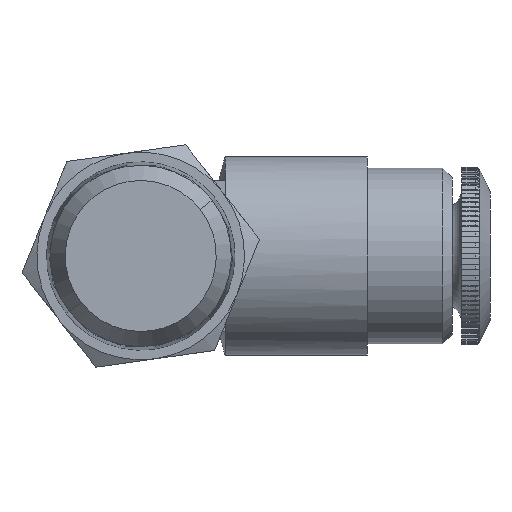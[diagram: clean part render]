
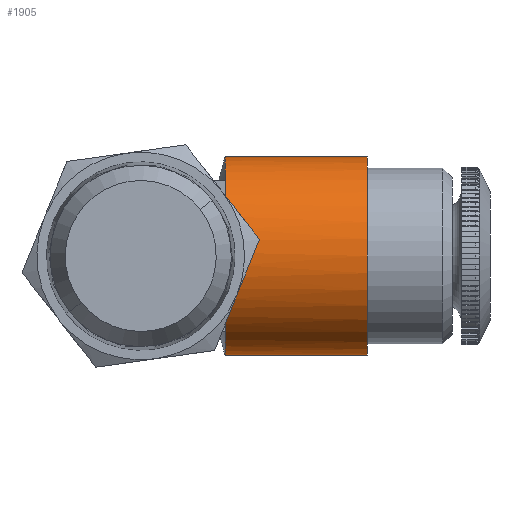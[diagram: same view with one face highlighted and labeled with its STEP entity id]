
A CAD part, front view. The second image highlights one B-rep face of the part: STEP entity #1905.
In plain terms, the highlighted cylindrical face has radius 5.25 mm (diameter 10.5 mm), a partial arc.
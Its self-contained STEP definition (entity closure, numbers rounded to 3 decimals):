
#939 = CARTESIAN_POINT ( 'NONE',  ( 4.469, 14.6, -4. ) ) ;
#940 = CARTESIAN_POINT ( 'NONE',  ( 4.469, 18., -5.25 ) ) ;
#944 = CARTESIAN_POINT ( 'NONE',  ( 4.469, 18., 5.25 ) ) ;
#1354 = CARTESIAN_POINT ( 'NONE',  ( 4.469, 13.531, 2.755 ) ) ;
#1360 = CARTESIAN_POINT ( 'NONE',  ( 12., 18., -5.25 ) ) ;
#1363 = CARTESIAN_POINT ( 'NONE',  ( 12., 18., 5.25 ) ) ;
#1371 = CARTESIAN_POINT ( 'NONE',  ( 4.469, 13.531, -2.755 ) ) ;
#1374 = CARTESIAN_POINT ( 'NONE',  ( 4.469, 14.6, 4. ) ) ;
#1482 = VERTEX_POINT ( 'NONE', #939 ) ;
#1484 = VERTEX_POINT ( 'NONE', #940 ) ;
#1485 = VERTEX_POINT ( 'NONE', #944 ) ;
#1579 = CARTESIAN_POINT ( 'NONE',  ( 4.469, 18., 0. ) ) ;
#1580 = DIRECTION ( 'NONE',  ( -1., 0., 0. ) ) ;
#1581 = DIRECTION ( 'NONE',  ( 0., 0., 1. ) ) ;
#1582 = CARTESIAN_POINT ( 'NONE',  ( 5.539, 12.461, 1.02 ) ) ;
#1583 = CARTESIAN_POINT ( 'NONE',  ( 4.469, 18., 0. ) ) ;
#1584 = DIRECTION ( 'NONE',  ( -1., 0., 0. ) ) ;
#1585 = DIRECTION ( 'NONE',  ( 0., 0., 1. ) ) ;
#1586 = CARTESIAN_POINT ( 'NONE',  ( 4.469, 18., 0. ) ) ;
#1587 = DIRECTION ( 'NONE',  ( -1., 0., 0. ) ) ;
#1588 = DIRECTION ( 'NONE',  ( 0., 0., 1. ) ) ;
#1589 = CARTESIAN_POINT ( 'NONE',  ( 12., 18., 0. ) ) ;
#1590 = DIRECTION ( 'NONE',  ( -1., 0., 0. ) ) ;
#1591 = DIRECTION ( 'NONE',  ( 0., 0., -1. ) ) ;
#1595 = CARTESIAN_POINT ( 'NONE',  ( 5.539, 12.461, -1.02 ) ) ;
#1599 = CARTESIAN_POINT ( 'NONE',  ( 4.469, 13.531, 2.755 ) ) ;
#1600 = CARTESIAN_POINT ( 'NONE',  ( 4.469, 13.531, -2.755 ) ) ;
#1611 = CARTESIAN_POINT ( 'NONE',  ( 0., 18., 5.25 ) ) ;
#1612 = DIRECTION ( 'NONE',  ( -1., 0., 0. ) ) ;
#1613 = CARTESIAN_POINT ( 'NONE',  ( 0., 18., -5.25 ) ) ;
#1614 = DIRECTION ( 'NONE',  ( -1., 0., 0. ) ) ;
#1656 = CARTESIAN_POINT ( 'NONE',  ( 4.469, 18., 0. ) ) ;
#1657 = DIRECTION ( 'NONE',  ( -1., 0., 0. ) ) ;
#1658 = DIRECTION ( 'NONE',  ( 0., 0., 1. ) ) ;
#1905 = ADVANCED_FACE ( 'NONE', ( #6423 ), #6426, .T. ) ;
#2386 = DIRECTION ( 'NONE',  ( 0., 0., 1. ) ) ;
#2387 = CARTESIAN_POINT ( 'NONE',  ( 0., 18., 0. ) ) ;
#2388 = DIRECTION ( 'NONE',  ( -1., 0., 0. ) ) ;
#2636 = EDGE_CURVE ( 'NONE', #1482, #7694, #6514, .T. ) ;
#2637 = EDGE_CURVE ( 'NONE', #7693, #7697, #6517, .T. ) ;
#2638 = EDGE_CURVE ( 'NONE', #7697, #1485, #6516, .T. ) ;
#2639 = EDGE_CURVE ( 'NONE', #6281, #6285, #6518, .T. ) ;
#2642 = EDGE_CURVE ( 'NONE', #7693, #7694, #2871, .T. ) ;
#2647 = EDGE_CURVE ( 'NONE', #6285, #1485, #6526, .T. ) ;
#2648 = EDGE_CURVE ( 'NONE', #6281, #1484, #6528, .T. ) ;
#2660 = EDGE_CURVE ( 'NONE', #1484, #1482, #6534, .T. ) ;
#2871 =( BOUNDED_CURVE ( )  B_SPLINE_CURVE ( 3, ( #1599, #1582, #1595, #1600 ),
 .UNSPECIFIED., .F., .F. ) 
 B_SPLINE_CURVE_WITH_KNOTS ( ( 4, 4 ),
 ( 5.731, 6.836 ),
 .UNSPECIFIED. ) 
 CURVE ( )  GEOMETRIC_REPRESENTATION_ITEM ( )  RATIONAL_B_SPLINE_CURVE ( ( 1., 0.901, 0.901, 1. ) ) 
 REPRESENTATION_ITEM ( '' )  );
#3366 = AXIS2_PLACEMENT_3D ( 'NONE', #2387, #2388, #2386 ) ;
#3400 = AXIS2_PLACEMENT_3D ( 'NONE', #1579, #1580, #1581 ) ;
#3401 = AXIS2_PLACEMENT_3D ( 'NONE', #1583, #1584, #1585 ) ;
#3402 = AXIS2_PLACEMENT_3D ( 'NONE', #1586, #1587, #1588 ) ;
#3403 = AXIS2_PLACEMENT_3D ( 'NONE', #1589, #1590, #1591 ) ;
#3412 = AXIS2_PLACEMENT_3D ( 'NONE', #1656, #1657, #1658 ) ;
#6281 = VERTEX_POINT ( 'NONE', #1360 ) ;
#6285 = VERTEX_POINT ( 'NONE', #1363 ) ;
#6423 = FACE_OUTER_BOUND ( 'NONE', #7127, .T. ) ;
#6426 = CYLINDRICAL_SURFACE ( 'NONE', #3366, 5.25 ) ;
#6514 = CIRCLE ( 'NONE', #3400, 5.25 ) ;
#6516 = CIRCLE ( 'NONE', #3402, 5.25 ) ;
#6517 = CIRCLE ( 'NONE', #3401, 5.25 ) ;
#6518 = CIRCLE ( 'NONE', #3403, 5.25 ) ;
#6526 = LINE ( 'NONE', #1611, #6529 ) ;
#6528 = LINE ( 'NONE', #1613, #6531 ) ;
#6529 = VECTOR ( 'NONE', #1612, 1000. ) ;
#6531 = VECTOR ( 'NONE', #1614, 1000. ) ;
#6534 = CIRCLE ( 'NONE', #3412, 5.25 ) ;
#7127 = EDGE_LOOP ( 'NONE', ( #8114, #8115, #8116, #8117, #8118, #8119, #8120, #8121 ) ) ;
#7693 = VERTEX_POINT ( 'NONE', #1354 ) ;
#7694 = VERTEX_POINT ( 'NONE', #1371 ) ;
#7697 = VERTEX_POINT ( 'NONE', #1374 ) ;
#8114 = ORIENTED_EDGE ( 'NONE', *, *, #2648, .F. ) ;
#8115 = ORIENTED_EDGE ( 'NONE', *, *, #2639, .T. ) ;
#8116 = ORIENTED_EDGE ( 'NONE', *, *, #2647, .T. ) ;
#8117 = ORIENTED_EDGE ( 'NONE', *, *, #2638, .F. ) ;
#8118 = ORIENTED_EDGE ( 'NONE', *, *, #2637, .F. ) ;
#8119 = ORIENTED_EDGE ( 'NONE', *, *, #2642, .T. ) ;
#8120 = ORIENTED_EDGE ( 'NONE', *, *, #2636, .F. ) ;
#8121 = ORIENTED_EDGE ( 'NONE', *, *, #2660, .F. ) ;
